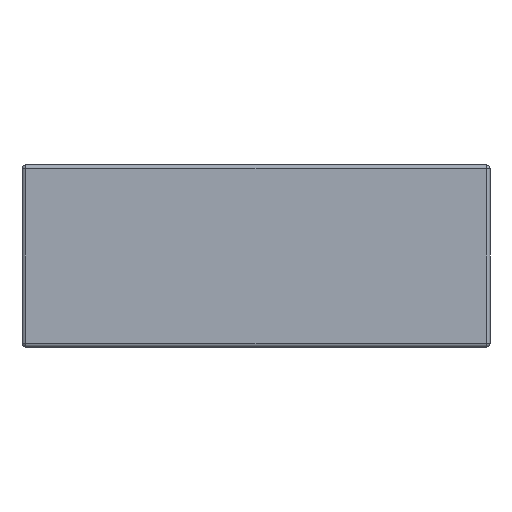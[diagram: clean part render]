
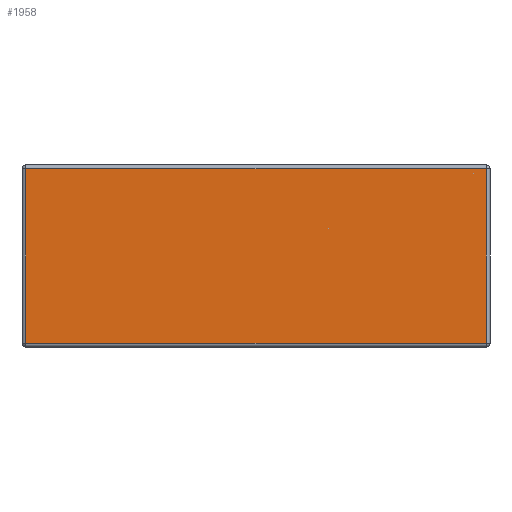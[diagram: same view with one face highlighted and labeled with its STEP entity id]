
A CAD part, front view. The second image highlights one B-rep face of the part: STEP entity #1958.
In plain terms, the highlighted planar face has unit normal (0, -1, 0).
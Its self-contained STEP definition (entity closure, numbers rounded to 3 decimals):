
#258=DIRECTION('',(0.,0.,-1.));
#259=VECTOR('',#258,44.);
#260=CARTESIAN_POINT('',(55.56,-58.478,45.));
#261=LINE('',#260,#259);
#285=DIRECTION('',(-1.,0.,0.));
#286=VECTOR('',#285,116.);
#287=CARTESIAN_POINT('',(55.56,-58.478,1.));
#288=LINE('',#287,#286);
#464=DIRECTION('',(0.,0.,1.));
#465=VECTOR('',#464,44.);
#466=CARTESIAN_POINT('',(-60.44,-58.478,1.));
#467=LINE('',#466,#465);
#491=DIRECTION('',(1.,0.,0.));
#492=VECTOR('',#491,116.);
#493=CARTESIAN_POINT('',(-60.44,-58.478,45.));
#494=LINE('',#493,#492);
#1279=CARTESIAN_POINT('',(55.56,-58.478,1.));
#1280=VERTEX_POINT('',#1279);
#1281=CARTESIAN_POINT('',(55.56,-58.478,45.));
#1282=VERTEX_POINT('',#1281);
#1291=CARTESIAN_POINT('',(-60.44,-58.478,1.));
#1292=VERTEX_POINT('',#1291);
#1359=CARTESIAN_POINT('',(-60.44,-58.478,45.));
#1360=VERTEX_POINT('',#1359);
#1946=CARTESIAN_POINT('',(-61.44,-58.478,46.));
#1947=DIRECTION('',(0.,1.,0.));
#1948=DIRECTION('',(0.,0.,1.));
#1949=AXIS2_PLACEMENT_3D('',#1946,#1947,#1948);
#1950=PLANE('',#1949);
#1952=ORIENTED_EDGE('',*,*,#1951,.T.);
#1953=ORIENTED_EDGE('',*,*,#1614,.T.);
#1954=ORIENTED_EDGE('',*,*,#1645,.T.);
#1955=ORIENTED_EDGE('',*,*,#1904,.T.);
#1956=EDGE_LOOP('',(#1952,#1953,#1954,#1955));
#1957=FACE_OUTER_BOUND('',#1956,.F.);
#1958=ADVANCED_FACE('',(#1957),#1950,.F.);
#1614=EDGE_CURVE('',#1282,#1280,#261,.T.);
#1645=EDGE_CURVE('',#1280,#1292,#288,.T.);
#1904=EDGE_CURVE('',#1292,#1360,#467,.T.);
#1951=EDGE_CURVE('',#1360,#1282,#494,.T.);
